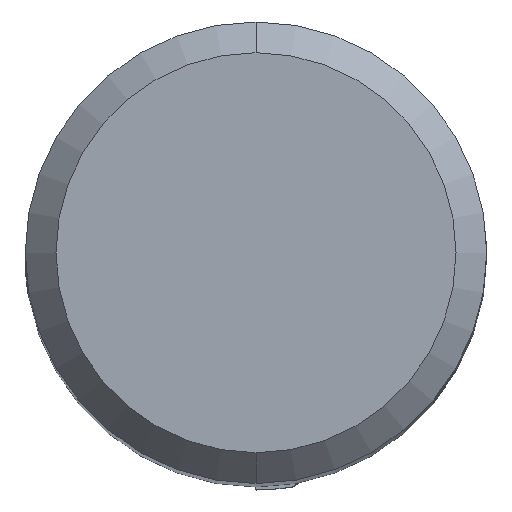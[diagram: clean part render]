
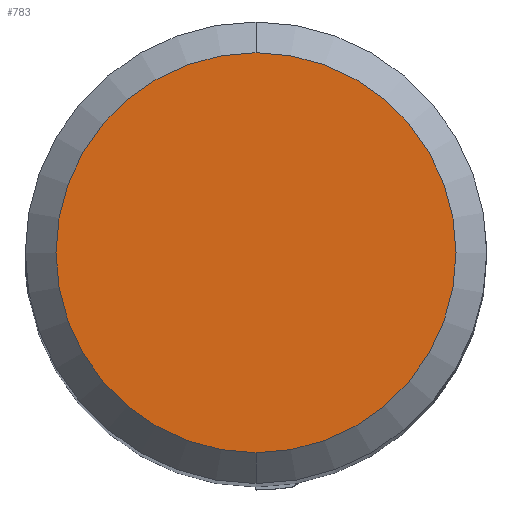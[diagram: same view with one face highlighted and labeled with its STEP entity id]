
A CAD part, top view. The second image highlights one B-rep face of the part: STEP entity #783.
In plain terms, the highlighted planar face has unit normal (0, 0, 1).
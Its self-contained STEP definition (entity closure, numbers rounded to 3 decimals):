
#591=VERTEX_POINT('',#1538);
#641=VERTEX_POINT('',#1591);
#783=ADVANCED_FACE('',(#1749),#1750,.T.);
#941=EDGE_CURVE('',#591,#641,#1921,.T.);
#1013=EDGE_CURVE('',#641,#591,#2003,.T.);
#1538=CARTESIAN_POINT('',(0.0,2.6,0.0));
#1591=CARTESIAN_POINT('',(0.,-2.6,0.0));
#1749=FACE_OUTER_BOUND('',#3269,.T.);
#1750=PLANE('',#3270);
#1921=CIRCLE('',#3767,2.6);
#2003=CIRCLE('',#3970,2.6);
#3269=EDGE_LOOP('',(#5757,#5758));
#3270=AXIS2_PLACEMENT_3D('',#5759,#5760,#5761);
#3767=AXIS2_PLACEMENT_3D('',#5944,#5945,#5946);
#3970=AXIS2_PLACEMENT_3D('',#6045,#6046,#6047);
#5757=ORIENTED_EDGE('',*,*,#941,.F.);
#5758=ORIENTED_EDGE('',*,*,#1013,.F.);
#5759=CARTESIAN_POINT('',(0.0,1.3,0.0));
#5760=DIRECTION('',(-0.0,0.0,1.0));
#5761=DIRECTION('',(0.0,-1.0,0.0));
#5944=CARTESIAN_POINT('',(0.0,0.0,0.0));
#5945=DIRECTION('',(0.0,0.0,-1.0));
#5946=DIRECTION('',(0.0,1.0,0.0));
#6045=CARTESIAN_POINT('',(0.0,0.0,0.0));
#6046=DIRECTION('',(0.0,0.0,-1.0));
#6047=DIRECTION('',(0.0,1.0,0.0));
